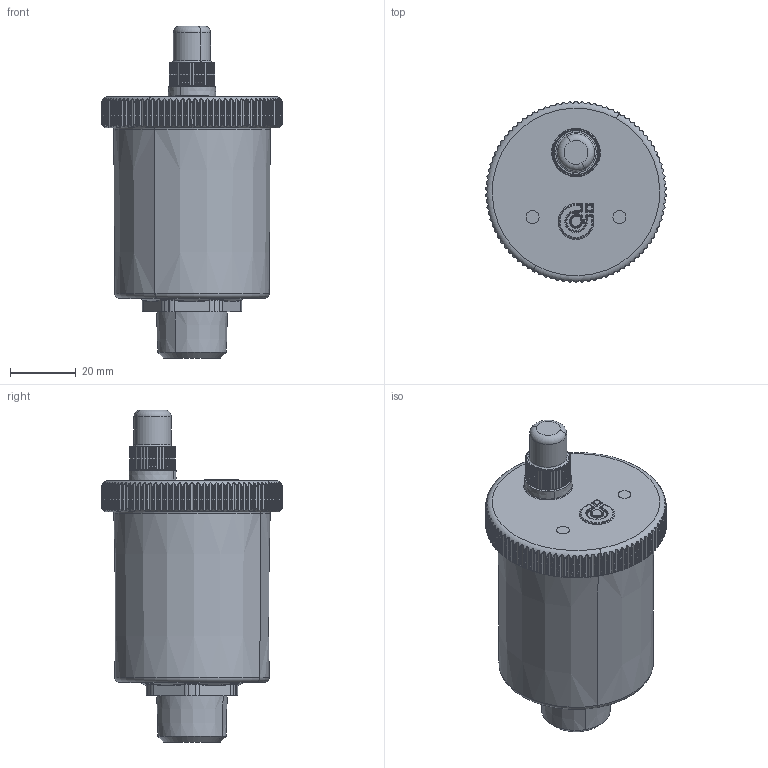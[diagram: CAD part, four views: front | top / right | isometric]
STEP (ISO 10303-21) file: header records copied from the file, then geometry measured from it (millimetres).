
FILE_DESCRIPTION(('CATIA V5 STEP Exchange','CAx-IF Rec.Pracs.--- Model Styling and Organization---1.5--- 2016-08-15','CAx-IF Rec.Pracs.---Supplemental Geometry---1.0---2011-11-01','CAx-IF Rec.Pracs.--- Composite Materials ---3.4---2017-06-13','CAx-IF Rec.Pracs.---Tessellated 3D Geometry---1.0---2015-12-17'),'2;1');
FILE_NAME('STEP_502243A_-_TST.stp','2025-03-05T15:46:35+00:00',('none'),('none'),'CATIA Version 5-6 Release 2020 SP5','CATIA V5 STEP AP242 v2','none');
FILE_SCHEMA(('AP242_MANAGED_MODEL_BASED_3D_ENGINEERING_MIM_LF {1 0 10303 442 1 1 4}'));
Length unit declared in the file: millimetre
Products named in the file (1): 502243A - TST
Bounding box: 54.97 x 55 x 101 mm (x, y, z)
Volume: 123416.3 mm3; surface area: 15977.6 mm2
Topology: 1 solids, 1 shells, 881 faces, 2482 edges, 1599 vertices
Faces by surface type: cylinder 431, plane 303, torus 72, bspline 47, cone 19, sphere 9
Entity records: 33716 total; most frequent: CARTESIAN_POINT 14133, ORIENTED_EDGE 4934, DIRECTION 2688, EDGE_CURVE 2467, VERTEX_POINT 1599, B_SPLINE_CURVE_WITH_KNOTS 1221, AXIS2_PLACEMENT_3D 1111, EDGE_LOOP 892
